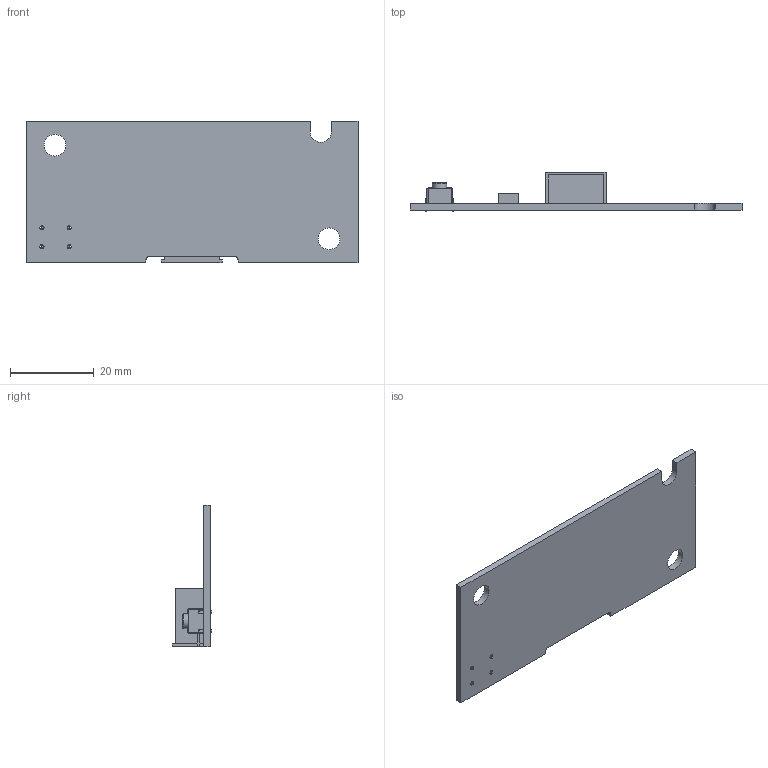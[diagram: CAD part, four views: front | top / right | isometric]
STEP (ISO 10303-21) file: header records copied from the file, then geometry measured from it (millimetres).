
FILE_DESCRIPTION(/* description */ (''),/* implementation_level */ '2;1');
FILE_NAME(/* name */ 'RX PCB Assembly.iam.step',/* time_stamp */ '2020-04-16T23:35:18-04:00',/* author */ ('Jordan'),/* organization */ (''),/* preprocessor_version */ 'ST-DEVELOPER v17',/* originating_system */ 'Autodesk Inventor 2019',/* authorisation */ '');
FILE_SCHEMA (('AUTOMOTIVE_DESIGN { 1 0 10303 214 3 1 1 }'));
Length unit declared in the file: inch
Products named in the file (5): RX PCB Assembly; WIFI PCB Pin Male; Microswitch; WIFI PCB USB; RX PCB
Assembly tree (4 placements, depth 2):
  RX PCB Assembly
    WIFI PCB Pin Male
    Microswitch
    WIFI PCB USB
    RX PCB
Bounding box: 79.38 x 9.4 x 33.78 mm (x, y, z)
Volume: 5112.8 mm3; surface area: 6892.6 mm2
Topology: 4 solids, 4 shells, 114 faces, 301 edges, 203 vertices
Faces by surface type: plane 91, cylinder 22, torus 1
Full cylindrical faces by diameter (mm): 0.991 x8, 3.505 x1, 5.2 x2
Entity records: 3856 total; most frequent: CARTESIAN_POINT 627, DIRECTION 617, ORIENTED_EDGE 602, EDGE_CURVE 301, LINE 231, VECTOR 231, VERTEX_POINT 203, AXIS2_PLACEMENT_3D 193
